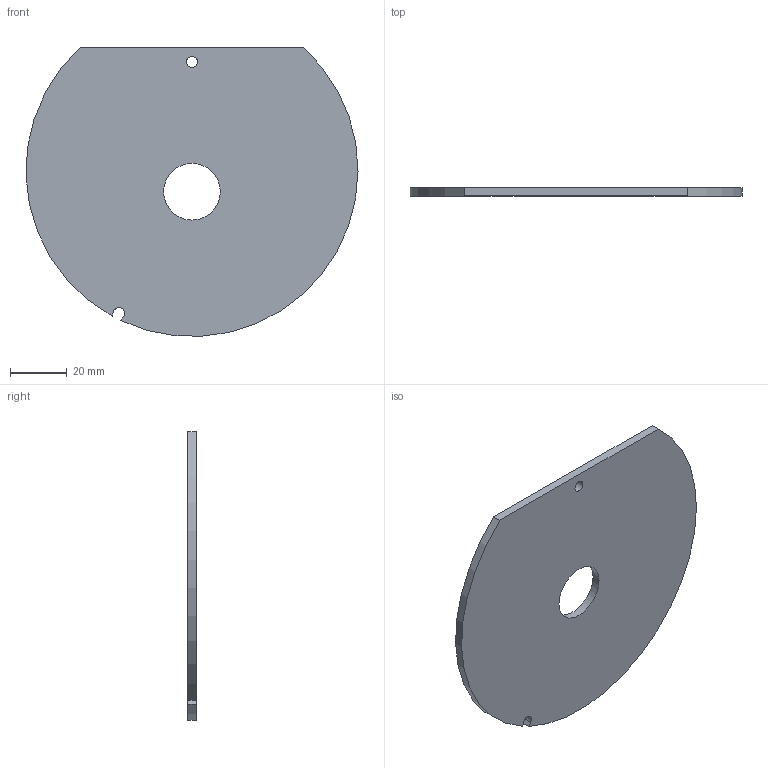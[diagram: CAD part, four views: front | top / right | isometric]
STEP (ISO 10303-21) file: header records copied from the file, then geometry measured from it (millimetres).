
FILE_DESCRIPTION(/* description */ (''),/* implementation_level */ '2;1');
FILE_NAME(/* name */ 'Cover.stp',/* time_stamp */ '2024-04-11T05:19:11-07:00',/* author */ ('Micha'),/* organization */ (''),/* preprocessor_version */ 'ST-DEVELOPER v20',/* originating_system */ 'Autodesk Inventor 2024',/* authorisation */ '');
FILE_SCHEMA (('AUTOMOTIVE_DESIGN { 1 0 10303 214 3 1 1 }'));
Length unit declared in the file: millimetre
Products named in the file (1): Cover
Bounding box: 117.17 x 3 x 101.82 mm (x, y, z)
Volume: 28860.7 mm3; surface area: 20569.1 mm2
Topology: 1 solids, 1 shells, 10 faces, 24 edges, 16 vertices
Faces by surface type: cylinder 5, plane 5
Full cylindrical faces by diameter (mm): 4 x1, 20 x1
Entity records: 349 total; most frequent: DIRECTION 56, CARTESIAN_POINT 51, ORIENTED_EDGE 48, EDGE_CURVE 24, AXIS2_PLACEMENT_3D 21, VERTEX_POINT 16, EDGE_LOOP 14, LINE 14
